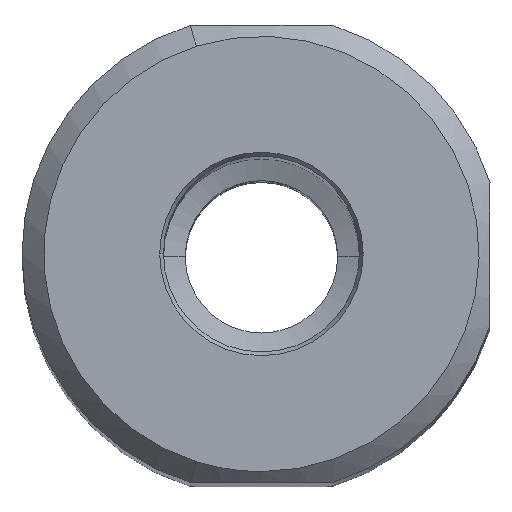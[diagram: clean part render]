
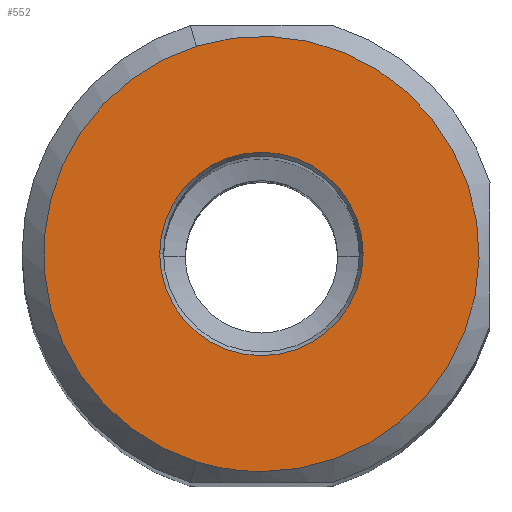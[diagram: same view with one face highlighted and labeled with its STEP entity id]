
A CAD part, top view. The second image highlights one B-rep face of the part: STEP entity #552.
In plain terms, the highlighted planar face has unit normal (0, 0, 1).
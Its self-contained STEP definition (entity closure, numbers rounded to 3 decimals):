
#552=ADVANCED_FACE('',(#679,#680),#630,.T.);
#630=PLANE('',#1968);
#679=FACE_BOUND('',#729,.T.);
#680=FACE_BOUND('',#730,.T.);
#729=EDGE_LOOP('',(#980,#981,#982));
#730=EDGE_LOOP('',(#983,#984));
#980=ORIENTED_EDGE('',*,*,#1493,.F.);
#981=ORIENTED_EDGE('',*,*,#1491,.F.);
#982=ORIENTED_EDGE('',*,*,#1490,.F.);
#983=ORIENTED_EDGE('',*,*,#1544,.F.);
#984=ORIENTED_EDGE('',*,*,#1543,.F.);
#1328=VERTEX_POINT('',#2898);
#1329=VERTEX_POINT('',#2900);
#1330=VERTEX_POINT('',#2902);
#1358=VERTEX_POINT('',#3240);
#1359=VERTEX_POINT('',#3242);
#1490=EDGE_CURVE('',#1328,#1329,#1709,.T.);
#1491=EDGE_CURVE('',#1329,#1330,#1710,.T.);
#1493=EDGE_CURVE('',#1330,#1328,#1711,.T.);
#1543=EDGE_CURVE('',#1359,#1358,#1730,.T.);
#1544=EDGE_CURVE('',#1358,#1359,#1731,.T.);
#1709=CIRCLE('',#1924,10.);
#1710=CIRCLE('',#1925,10.);
#1711=CIRCLE('',#1927,10.);
#1730=CIRCLE('',#1965,4.673);
#1731=CIRCLE('',#1967,4.673);
#1924=AXIS2_PLACEMENT_3D('',#2899,#2190,#2191);
#1925=AXIS2_PLACEMENT_3D('',#2901,#2192,#2193);
#1927=AXIS2_PLACEMENT_3D('',#2905,#2197,#2198);
#1965=AXIS2_PLACEMENT_3D('',#3243,#2294,#2295);
#1967=AXIS2_PLACEMENT_3D('',#3245,#2298,#2299);
#1968=AXIS2_PLACEMENT_3D('',#3246,#2300,#2301);
#2190=DIRECTION('',(0.,0.,-1.));
#2191=DIRECTION('',(-0.298,0.955,0.));
#2192=DIRECTION('',(0.,0.,-1.));
#2193=DIRECTION('',(0.,-1.,0.));
#2197=DIRECTION('',(0.,0.,-1.));
#2198=DIRECTION('',(-0.298,-0.955,0.));
#2294=DIRECTION('',(0.,0.,1.));
#2295=DIRECTION('',(-1.,0.,0.));
#2298=DIRECTION('',(0.,0.,1.));
#2299=DIRECTION('',(1.,0.,0.));
#2300=DIRECTION('',(0.,0.,1.));
#2301=DIRECTION('',(1.,0.,0.));
#2898=CARTESIAN_POINT('',(-2.981,9.545,0.));
#2899=CARTESIAN_POINT('',(0.,0.,0.));
#2900=CARTESIAN_POINT('',(0.,-10.,0.));
#2901=CARTESIAN_POINT('',(0.,0.,0.));
#2902=CARTESIAN_POINT('',(-2.981,-9.545,0.));
#2905=CARTESIAN_POINT('',(0.,0.,0.));
#3240=CARTESIAN_POINT('',(4.673,0.,0.));
#3242=CARTESIAN_POINT('',(-4.673,0.,0.));
#3243=CARTESIAN_POINT('',(0.,0.,0.));
#3245=CARTESIAN_POINT('',(0.,0.,0.));
#3246=CARTESIAN_POINT('',(-0.006,0.005,0.));
